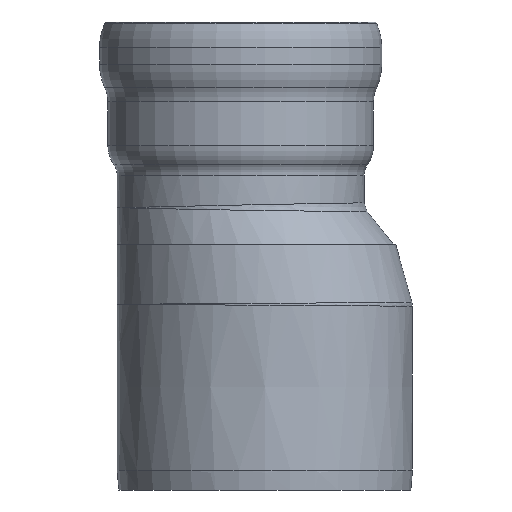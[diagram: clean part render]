
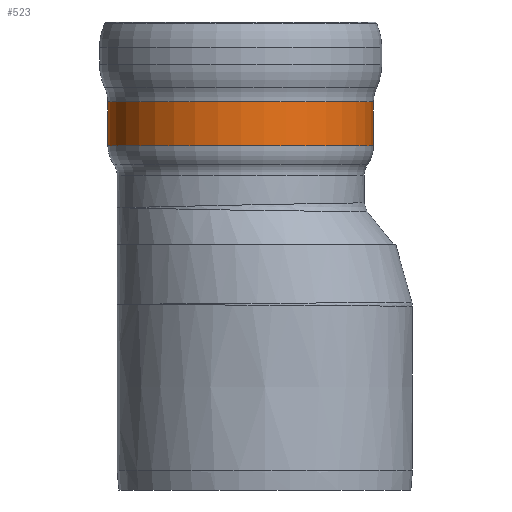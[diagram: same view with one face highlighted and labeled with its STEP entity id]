
A CAD part, front view. The second image highlights one B-rep face of the part: STEP entity #523.
In plain terms, the highlighted cylindrical face has radius 715 mm (diameter 1430 mm), a full revolution.
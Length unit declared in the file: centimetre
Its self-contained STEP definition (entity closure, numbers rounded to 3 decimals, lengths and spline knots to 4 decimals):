
#42=LINE('',#4644,#51);
#51=VECTOR('',#732,71.5);
#57=CYLINDRICAL_SURFACE('',#589,71.5);
#103=CIRCLE('',#587,71.5);
#104=CIRCLE('',#588,71.5);
#105=CIRCLE('',#590,71.5);
#106=CIRCLE('',#591,71.5);
#152=FACE_OUTER_BOUND('',#186,.T.);
#186=EDGE_LOOP('',(#459,#460,#461,#462,#463,#464));
#250=VERTEX_POINT('',#4634);
#251=VERTEX_POINT('',#4636);
#252=VERTEX_POINT('',#4640);
#253=VERTEX_POINT('',#4641);
#322=EDGE_CURVE('',#251,#250,#103,.T.);
#323=EDGE_CURVE('',#250,#251,#104,.T.);
#324=EDGE_CURVE('',#252,#253,#105,.T.);
#325=EDGE_CURVE('',#253,#252,#106,.T.);
#326=EDGE_CURVE('',#253,#251,#42,.T.);
#459=ORIENTED_EDGE('',*,*,#324,.F.);
#460=ORIENTED_EDGE('',*,*,#325,.F.);
#461=ORIENTED_EDGE('',*,*,#326,.T.);
#462=ORIENTED_EDGE('',*,*,#322,.T.);
#463=ORIENTED_EDGE('',*,*,#323,.T.);
#464=ORIENTED_EDGE('',*,*,#326,.F.);
#523=ADVANCED_FACE('',(#152),#57,.T.);
#587=AXIS2_PLACEMENT_3D('',#4637,#722,#723);
#588=AXIS2_PLACEMENT_3D('',#4638,#724,#725);
#589=AXIS2_PLACEMENT_3D('',#4639,#726,#727);
#590=AXIS2_PLACEMENT_3D('',#4642,#728,#729);
#591=AXIS2_PLACEMENT_3D('',#4643,#730,#731);
#722=DIRECTION('center_axis',(0.,0.,-1.));
#723=DIRECTION('ref_axis',(1.,0.,0.));
#724=DIRECTION('center_axis',(0.,0.,-1.));
#725=DIRECTION('ref_axis',(1.,0.,0.));
#726=DIRECTION('center_axis',(0.,0.,-1.));
#727=DIRECTION('ref_axis',(-1.,0.,0.));
#728=DIRECTION('center_axis',(0.,0.,-1.));
#729=DIRECTION('ref_axis',(1.,0.,0.));
#730=DIRECTION('center_axis',(0.,0.,-1.));
#731=DIRECTION('ref_axis',(1.,0.,0.));
#732=DIRECTION('',(0.,0.,1.));
#4634=CARTESIAN_POINT('',(-13.,-71.5,208.9971));
#4636=CARTESIAN_POINT('',(58.5,0.,208.9971));
#4637=CARTESIAN_POINT('Origin',(-13.,0.,208.9971));
#4638=CARTESIAN_POINT('Origin',(-13.,0.,208.9971));
#4639=CARTESIAN_POINT('Origin',(-13.,0.,197.2315));
#4640=CARTESIAN_POINT('',(-13.,-71.5,185.4658));
#4641=CARTESIAN_POINT('',(58.5,0.,185.4658));
#4642=CARTESIAN_POINT('Origin',(-13.,0.,185.4658));
#4643=CARTESIAN_POINT('Origin',(-13.,0.,185.4658));
#4644=CARTESIAN_POINT('',(58.5,0.,197.2315));
